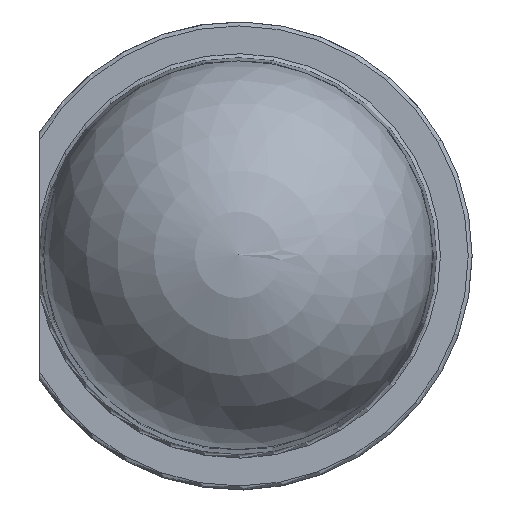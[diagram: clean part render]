
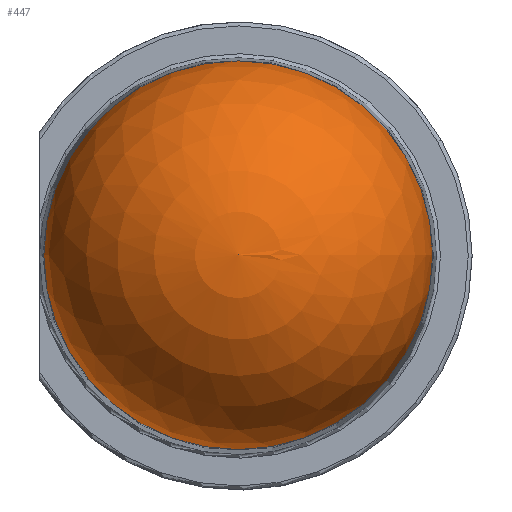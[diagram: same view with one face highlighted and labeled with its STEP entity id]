
A CAD part, top view. The second image highlights one B-rep face of the part: STEP entity #447.
In plain terms, the highlighted spherical face has radius 2.45 mm.
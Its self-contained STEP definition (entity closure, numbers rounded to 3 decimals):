
#429=VERTEX_POINT('',#430);
#430=CARTESIAN_POINT('',(2.45,0.,6.15));
#435=EDGE_CURVE('',#429,#429,#436,.T.);
#436=CIRCLE('',#437,2.45);
#437=AXIS2_PLACEMENT_3D('',#438,#439,#440);
#438=CARTESIAN_POINT('',(0.,0.,6.15));
#439=DIRECTION('',(0.,0.,-1.0));
#440=DIRECTION('',(1.0,0.,0.));
#447=ADVANCED_FACE('',(#448),#464,.T.);
#448=FACE_BOUND('',#449,.T.);
#449=EDGE_LOOP('',(#450,#451,#463));
#450=ORIENTED_EDGE('',*,*,#435,.F.);
#451=ORIENTED_EDGE('',*,*,#452,.T.);
#452=EDGE_CURVE('',#429,#453,#455,.F.);
#453=VERTEX_POINT('',#454);
#454=CARTESIAN_POINT('',(0.,0.,8.6));
#455=B_SPLINE_CURVE_WITH_KNOTS('',6,(#456,#457,#458,#459,#460,#461,#462),.UNSPECIFIED.,.F.,.U.,(7,7),(-1.571,0.0),.PIECEWISE_BEZIER_KNOTS.);
#456=CARTESIAN_POINT('',(0.,0.,8.6));
#457=CARTESIAN_POINT('',(0.641,0.,8.6));
#458=CARTESIAN_POINT('',(1.283,0.,8.399));
#459=CARTESIAN_POINT('',(1.845,0.,7.995));
#460=CARTESIAN_POINT('',(2.249,0.,7.433));
#461=CARTESIAN_POINT('',(2.45,0.,6.791));
#462=CARTESIAN_POINT('',(2.45,0.,6.15));
#463=ORIENTED_EDGE('',*,*,#452,.F.);
#464=SPHERICAL_SURFACE('',#465,2.45);
#465=AXIS2_PLACEMENT_3D('',#466,#467,#468);
#466=CARTESIAN_POINT('',(0.,0.,6.15));
#467=DIRECTION('',(0.,0.,-1.0));
#468=DIRECTION('',(1.0,0.,0.));
